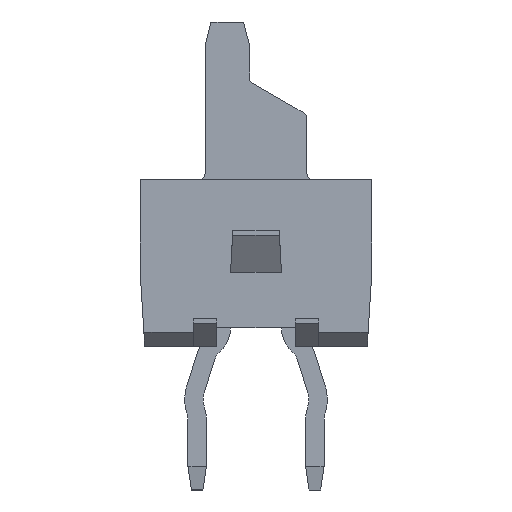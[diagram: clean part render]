
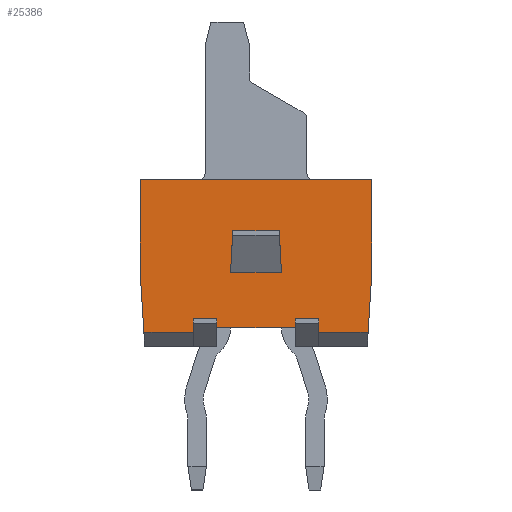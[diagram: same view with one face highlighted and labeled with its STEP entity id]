
A CAD part, front view. The second image highlights one B-rep face of the part: STEP entity #25386.
In plain terms, the highlighted face is planar.
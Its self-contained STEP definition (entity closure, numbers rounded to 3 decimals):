
#2092=ORIENTED_EDGE('',*,*,#6779,.T.);
#2093=ORIENTED_EDGE('',*,*,#6773,.T.);
#2094=ORIENTED_EDGE('',*,*,#6687,.F.);
#2095=ORIENTED_EDGE('',*,*,#6922,.T.);
#2096=ORIENTED_EDGE('',*,*,#6683,.F.);
#2097=ORIENTED_EDGE('',*,*,#6760,.F.);
#2098=ORIENTED_EDGE('',*,*,#6762,.T.);
#2099=ORIENTED_EDGE('',*,*,#6948,.T.);
#2100=ORIENTED_EDGE('',*,*,#6752,.F.);
#2101=ORIENTED_EDGE('',*,*,#6980,.F.);
#2102=ORIENTED_EDGE('',*,*,#6983,.F.);
#2103=ORIENTED_EDGE('',*,*,#6964,.T.);
#2104=ORIENTED_EDGE('',*,*,#6951,.T.);
#2105=ORIENTED_EDGE('',*,*,#6963,.T.);
#2106=ORIENTED_EDGE('',*,*,#6797,.T.);
#2107=ORIENTED_EDGE('',*,*,#6799,.T.);
#2108=ORIENTED_EDGE('',*,*,#6796,.F.);
#2109=ORIENTED_EDGE('',*,*,#6745,.F.);
#6683=EDGE_CURVE('',#9244,#9245,#10917,.T.);
#6687=EDGE_CURVE('',#9247,#9248,#10921,.T.);
#6745=EDGE_CURVE('',#9261,#9262,#10979,.T.);
#6752=EDGE_CURVE('',#9267,#9268,#10986,.T.);
#6760=EDGE_CURVE('',#9271,#9244,#10994,.T.);
#6762=EDGE_CURVE('',#9271,#9272,#10996,.T.);
#6773=EDGE_CURVE('',#9279,#9248,#11007,.T.);
#6779=EDGE_CURVE('',#9282,#9279,#11013,.T.);
#6796=EDGE_CURVE('',#9262,#9291,#11030,.T.);
#6797=EDGE_CURVE('',#9261,#9292,#11031,.T.);
#6799=EDGE_CURVE('',#9292,#9291,#11033,.T.);
#6922=EDGE_CURVE('',#9247,#9245,#11156,.T.);
#6948=EDGE_CURVE('',#9272,#9268,#11182,.T.);
#6951=EDGE_CURVE('',#9392,#9391,#11185,.T.);
#6963=EDGE_CURVE('',#9391,#9282,#11195,.T.);
#6964=EDGE_CURVE('',#9396,#9392,#11196,.T.);
#6980=EDGE_CURVE('',#9408,#9267,#11206,.T.);
#6983=EDGE_CURVE('',#9396,#9408,#11209,.T.);
#9244=VERTEX_POINT('',#34408);
#9245=VERTEX_POINT('',#34410);
#9247=VERTEX_POINT('',#34416);
#9248=VERTEX_POINT('',#34418);
#9261=VERTEX_POINT('',#34513);
#9262=VERTEX_POINT('',#34515);
#9267=VERTEX_POINT('',#34527);
#9268=VERTEX_POINT('',#34529);
#9271=VERTEX_POINT('',#34542);
#9272=VERTEX_POINT('',#34546);
#9279=VERTEX_POINT('',#34570);
#9282=VERTEX_POINT('',#34582);
#9291=VERTEX_POINT('',#34614);
#9292=VERTEX_POINT('',#34618);
#9391=VERTEX_POINT('',#34878);
#9392=VERTEX_POINT('',#34880);
#9396=VERTEX_POINT('',#34907);
#9408=VERTEX_POINT('',#34940);
#10917=LINE('',#34409,#12901);
#10921=LINE('',#34417,#12905);
#10979=LINE('',#34514,#12963);
#10986=LINE('',#34528,#12970);
#10994=LINE('',#34543,#12978);
#10996=LINE('',#34547,#12980);
#11007=LINE('',#34569,#12991);
#11013=LINE('',#34581,#12997);
#11030=LINE('',#34615,#13014);
#11031=LINE('',#34617,#13015);
#11033=LINE('',#34621,#13017);
#11156=LINE('',#34846,#13140);
#11182=LINE('',#34873,#13166);
#11185=LINE('',#34879,#13169);
#11195=LINE('',#34902,#13179);
#11196=LINE('',#34906,#13180);
#11206=LINE('',#34939,#13190);
#11209=LINE('',#34945,#13193);
#12901=VECTOR('',#28819,1000.);
#12905=VECTOR('',#28825,1000.);
#12963=VECTOR('',#28933,1000.);
#12970=VECTOR('',#28942,1000.);
#12978=VECTOR('',#28956,1000.);
#12980=VECTOR('',#28960,1000.);
#12991=VECTOR('',#28981,1000.);
#12997=VECTOR('',#28993,1000.);
#13014=VECTOR('',#29024,1000.);
#13015=VECTOR('',#29027,1000.);
#13017=VECTOR('',#29031,1000.);
#13140=VECTOR('',#29162,1000.);
#13166=VECTOR('',#29190,1000.);
#13169=VECTOR('',#29197,1000.);
#13179=VECTOR('',#29225,1000.);
#13180=VECTOR('',#29232,1000.);
#13190=VECTOR('',#29264,1000.);
#13193=VECTOR('',#29269,1000.);
#14806=EDGE_LOOP('',(#2092,#2093,#2094,#2095,#2096,#2097,#2098,#2099,#2100,
#2101,#2102,#2103,#2104,#2105));
#14807=EDGE_LOOP('',(#2106,#2107,#2108,#2109));
#15976=FACE_BOUND('',#14806,.T.);
#15977=FACE_BOUND('',#14807,.T.);
#17053=PLANE('',#26615);
#25386=ADVANCED_FACE('',(#15976,#15977),#17053,.F.);
#26615=AXIS2_PLACEMENT_3D('',#34944,#29267,#29268);
#28819=DIRECTION('',(0.,0.,-1.));
#28825=DIRECTION('',(0.,0.,1.));
#28933=DIRECTION('',(0.,1.,0.));
#28942=DIRECTION('',(0.,0.062,-0.998));
#28956=DIRECTION('',(0.,1.,0.));
#28960=DIRECTION('',(0.,0.,-1.));
#28981=DIRECTION('',(0.,-1.,0.));
#28993=DIRECTION('',(0.,0.,1.));
#29024=DIRECTION('',(0.,0.055,-0.998));
#29027=DIRECTION('',(0.,-0.055,-0.998));
#29031=DIRECTION('',(0.,1.,0.));
#29162=DIRECTION('',(0.,-1.,0.));
#29190=DIRECTION('',(0.,-1.,0.));
#29197=DIRECTION('',(0.,-0.062,-0.998));
#29225=DIRECTION('',(0.,-1.,0.));
#29232=DIRECTION('',(0.,0.,-1.));
#29264=DIRECTION('',(0.,0.,-1.));
#29267=DIRECTION('',(1.,0.,0.));
#29268=DIRECTION('',(0.,0.,-1.));
#29269=DIRECTION('',(0.,-1.,0.));
#34408=CARTESIAN_POINT('',(-14.985,-0.85,0.6));
#34409=CARTESIAN_POINT('',(-14.985,-0.85,0.6));
#34410=CARTESIAN_POINT('',(-14.985,-0.85,0.4));
#34416=CARTESIAN_POINT('',(-14.985,0.85,0.4));
#34417=CARTESIAN_POINT('',(-14.985,0.85,0.3));
#34418=CARTESIAN_POINT('',(-14.985,0.85,0.6));
#34513=CARTESIAN_POINT('',(-14.985,-0.5,2.5));
#34514=CARTESIAN_POINT('',(-14.985,-0.55,2.5));
#34515=CARTESIAN_POINT('',(-14.985,0.5,2.5));
#34527=CARTESIAN_POINT('',(-14.985,-2.5,1.6));
#34528=CARTESIAN_POINT('',(-14.985,-2.605,3.281));
#34529=CARTESIAN_POINT('',(-14.985,-2.419,0.3));
#34542=CARTESIAN_POINT('',(-14.985,-1.35,0.6));
#34543=CARTESIAN_POINT('',(-14.985,-1.35,0.6));
#34546=CARTESIAN_POINT('',(-14.985,-1.35,0.3));
#34547=CARTESIAN_POINT('',(-14.985,-1.35,0.6));
#34569=CARTESIAN_POINT('',(-14.985,1.35,0.6));
#34570=CARTESIAN_POINT('',(-14.985,1.35,0.6));
#34581=CARTESIAN_POINT('',(-14.985,1.35,0.3));
#34582=CARTESIAN_POINT('',(-14.985,1.35,0.3));
#34614=CARTESIAN_POINT('',(-14.985,0.55,1.6));
#34615=CARTESIAN_POINT('',(-14.985,0.5,2.5));
#34617=CARTESIAN_POINT('',(-14.985,-0.5,2.5));
#34618=CARTESIAN_POINT('',(-14.985,-0.55,1.6));
#34621=CARTESIAN_POINT('',(-14.985,-0.55,1.6));
#34846=CARTESIAN_POINT('',(-14.985,2.5,0.4));
#34873=CARTESIAN_POINT('',(-14.985,2.5,0.3));
#34878=CARTESIAN_POINT('',(-14.985,2.419,0.3));
#34879=CARTESIAN_POINT('',(-14.985,2.625,3.592));
#34880=CARTESIAN_POINT('',(-14.985,2.5,1.6));
#34902=CARTESIAN_POINT('',(-14.985,2.5,0.3));
#34906=CARTESIAN_POINT('',(-14.985,2.5,3.6));
#34907=CARTESIAN_POINT('',(-14.985,2.5,3.6));
#34939=CARTESIAN_POINT('',(-14.985,-2.5,3.6));
#34940=CARTESIAN_POINT('',(-14.985,-2.5,3.6));
#34944=CARTESIAN_POINT('',(-14.985,2.5,3.6));
#34945=CARTESIAN_POINT('',(-14.985,2.5,3.6));
